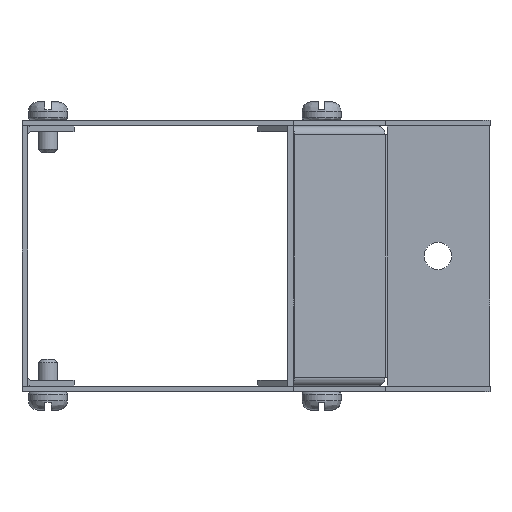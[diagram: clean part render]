
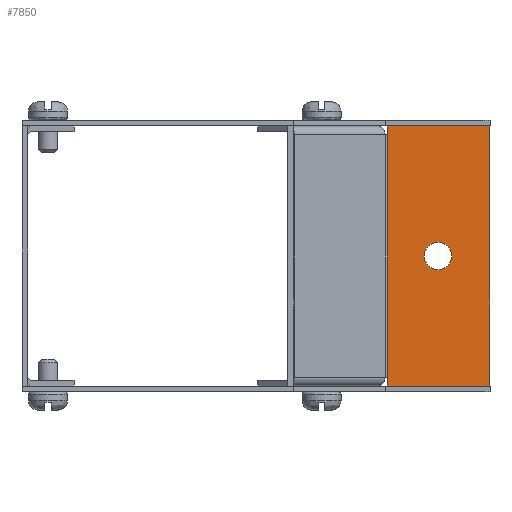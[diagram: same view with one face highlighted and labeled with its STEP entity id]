
A CAD part, front view. The second image highlights one B-rep face of the part: STEP entity #7850.
In plain terms, the highlighted planar face has unit normal (0, -1, 0).
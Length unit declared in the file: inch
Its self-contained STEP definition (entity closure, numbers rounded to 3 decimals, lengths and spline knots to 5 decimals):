
#164 = VERTEX_POINT ( 'NONE', #2862 ) ;
#223 = DIRECTION ( 'NONE',  ( 1., 0., 0. ) ) ;
#783 = VECTOR ( 'NONE', #8031, 39.37008 ) ;
#889 = DIRECTION ( 'NONE',  ( 0., -1., 0. ) ) ;
#1128 = CARTESIAN_POINT ( 'NONE',  ( 2.69292, -1.30708, -1.25 ) ) ;
#1408 = VECTOR ( 'NONE', #2548, 39.37008 ) ;
#1427 = EDGE_CURVE ( 'NONE', #11102, #12761, #3512, .T. ) ;
#1715 = EDGE_CURVE ( 'NONE', #4795, #10257, #4512, .T. ) ;
#1760 = AXIS2_PLACEMENT_3D ( 'NONE', #6947, #889, #5978 ) ;
#1829 = DIRECTION ( 'NONE',  ( -1., 0., 0. ) ) ;
#2286 = DIRECTION ( 'NONE',  ( 0., -1., 0. ) ) ;
#2529 = AXIS2_PLACEMENT_3D ( 'NONE', #1128, #2286, #8599 ) ;
#2548 = DIRECTION ( 'NONE',  ( 0., 0., -1. ) ) ;
#2692 = CARTESIAN_POINT ( 'NONE',  ( 2.20394, -1.30708, 0. ) ) ;
#2758 = VECTOR ( 'NONE', #1829, 39.37008 ) ;
#2862 = CARTESIAN_POINT ( 'NONE',  ( 2.20394, -1.30708, -2.5 ) ) ;
#2999 = LINE ( 'NONE', #5841, #783 ) ;
#3482 = DIRECTION ( 'NONE',  ( 0., 1., 0. ) ) ;
#3512 = CIRCLE ( 'NONE', #1760, 0.133 ) ;
#3820 = LINE ( 'NONE', #10142, #2758 ) ;
#4238 = CARTESIAN_POINT ( 'NONE',  ( 2.82592, -1.30708, -1.25 ) ) ;
#4512 = LINE ( 'NONE', #7897, #5054 ) ;
#4545 = ORIENTED_EDGE ( 'NONE', *, *, #9010, .F. ) ;
#4795 = VERTEX_POINT ( 'NONE', #13425 ) ;
#4879 = DIRECTION ( 'NONE',  ( 0., 0., 1. ) ) ;
#5054 = VECTOR ( 'NONE', #10715, 39.37008 ) ;
#5720 = LINE ( 'NONE', #2692, #13025 ) ;
#5841 = CARTESIAN_POINT ( 'NONE',  ( 2.20394, -1.30708, 0. ) ) ;
#5978 = DIRECTION ( 'NONE',  ( -1., 0., 0. ) ) ;
#5995 = ORIENTED_EDGE ( 'NONE', *, *, #9468, .F. ) ;
#6035 = CARTESIAN_POINT ( 'NONE',  ( 2.20394, -1.30708, 0. ) ) ;
#6133 = VERTEX_POINT ( 'NONE', #10791 ) ;
#6827 = EDGE_CURVE ( 'NONE', #164, #12551, #5720, .T. ) ;
#6947 = CARTESIAN_POINT ( 'NONE',  ( 2.69292, -1.30708, -1.25 ) ) ;
#7047 = CARTESIAN_POINT ( 'NONE',  ( 3.19292, -1.30708, -2.5 ) ) ;
#7078 = ORIENTED_EDGE ( 'NONE', *, *, #11500, .F. ) ;
#7191 = EDGE_CURVE ( 'NONE', #6133, #12551, #9829, .T. ) ;
#7549 = ORIENTED_EDGE ( 'NONE', *, *, #1427, .F. ) ;
#7581 = VERTEX_POINT ( 'NONE', #6035 ) ;
#7850 = ADVANCED_FACE ( 'NONE', ( #10909, #8705 ), #8570, .F. ) ;
#7897 = CARTESIAN_POINT ( 'NONE',  ( 3.19292, -1.30708, 0. ) ) ;
#8031 = DIRECTION ( 'NONE',  ( 0., 0., 1. ) ) ;
#8327 = EDGE_CURVE ( 'NONE', #12761, #11102, #9543, .T. ) ;
#8468 = ORIENTED_EDGE ( 'NONE', *, *, #8327, .F. ) ;
#8570 = PLANE ( 'NONE',  #12389 ) ;
#8599 = DIRECTION ( 'NONE',  ( -1., 0., 0. ) ) ;
#8705 = FACE_BOUND ( 'NONE', #12028, .T. ) ;
#8842 = DIRECTION ( 'NONE',  ( 1., 0., 0. ) ) ;
#9010 = EDGE_CURVE ( 'NONE', #6133, #7581, #2999, .T. ) ;
#9187 = ORIENTED_EDGE ( 'NONE', *, *, #1715, .F. ) ;
#9468 = EDGE_CURVE ( 'NONE', #10257, #164, #3820, .T. ) ;
#9543 = CIRCLE ( 'NONE', #2529, 0.133 ) ;
#9667 = CARTESIAN_POINT ( 'NONE',  ( 3.19292, -1.30708, 0. ) ) ;
#9829 = LINE ( 'NONE', #12041, #1408 ) ;
#10142 = CARTESIAN_POINT ( 'NONE',  ( 3.19292, -1.30708, -2.5 ) ) ;
#10257 = VERTEX_POINT ( 'NONE', #7047 ) ;
#10679 = LINE ( 'NONE', #10810, #12035 ) ;
#10715 = DIRECTION ( 'NONE',  ( 0., 0., -1. ) ) ;
#10791 = CARTESIAN_POINT ( 'NONE',  ( 2.20394, -1.30708, -0.086 ) ) ;
#10810 = CARTESIAN_POINT ( 'NONE',  ( 3.19292, -1.30708, 0. ) ) ;
#10909 = FACE_OUTER_BOUND ( 'NONE', #13456, .T. ) ;
#11042 = ORIENTED_EDGE ( 'NONE', *, *, #7191, .T. ) ;
#11102 = VERTEX_POINT ( 'NONE', #11280 ) ;
#11232 = ORIENTED_EDGE ( 'NONE', *, *, #6827, .F. ) ;
#11280 = CARTESIAN_POINT ( 'NONE',  ( 2.55992, -1.30708, -1.25 ) ) ;
#11500 = EDGE_CURVE ( 'NONE', #7581, #4795, #10679, .T. ) ;
#12028 = EDGE_LOOP ( 'NONE', ( #7549, #8468 ) ) ;
#12035 = VECTOR ( 'NONE', #223, 39.37008 ) ;
#12041 = CARTESIAN_POINT ( 'NONE',  ( 2.20394, -1.30708, 0. ) ) ;
#12389 = AXIS2_PLACEMENT_3D ( 'NONE', #9667, #3482, #8842 ) ;
#12551 = VERTEX_POINT ( 'NONE', #13063 ) ;
#12761 = VERTEX_POINT ( 'NONE', #4238 ) ;
#13025 = VECTOR ( 'NONE', #4879, 39.37008 ) ;
#13063 = CARTESIAN_POINT ( 'NONE',  ( 2.20394, -1.30708, -2.414 ) ) ;
#13425 = CARTESIAN_POINT ( 'NONE',  ( 3.19292, -1.30708, 0. ) ) ;
#13456 = EDGE_LOOP ( 'NONE', ( #4545, #11042, #11232, #5995, #9187, #7078 ) ) ;
